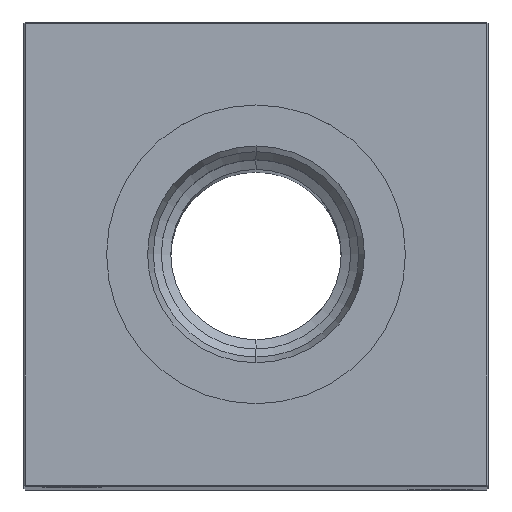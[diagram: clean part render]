
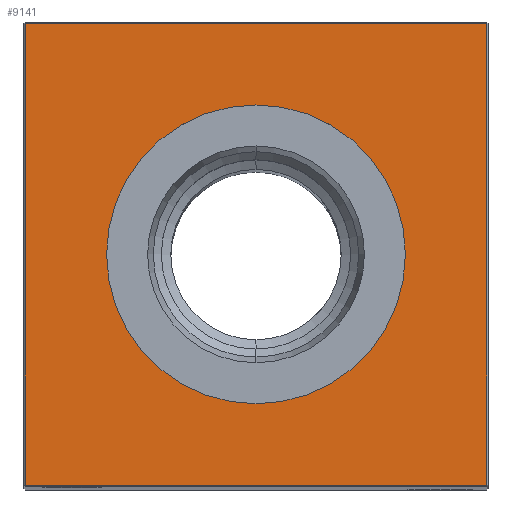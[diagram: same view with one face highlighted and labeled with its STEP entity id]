
A CAD part, top view. The second image highlights one B-rep face of the part: STEP entity #9141.
In plain terms, the highlighted planar face has unit normal (0, 0, 1).
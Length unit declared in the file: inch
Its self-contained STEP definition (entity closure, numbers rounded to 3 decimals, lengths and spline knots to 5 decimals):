
#504 = VERTEX_POINT ( 'NONE', #17747 ) ;
#867 = VECTOR ( 'NONE', #3689, 39.37008 ) ;
#1035 = DIRECTION ( 'NONE',  ( 0., 0., -1. ) ) ;
#1135 = EDGE_CURVE ( 'NONE', #16369, #19536, #9522, .T. ) ;
#1617 = CARTESIAN_POINT ( 'NONE',  ( 0., 1.49, 12.25 ) ) ;
#1842 = EDGE_CURVE ( 'NONE', #17528, #504, #9173, .T. ) ;
#3689 = DIRECTION ( 'NONE',  ( -1., 0., 0. ) ) ;
#4945 = CARTESIAN_POINT ( 'NONE',  ( 0., 0., 12.25 ) ) ;
#5153 = ORIENTED_EDGE ( 'NONE', *, *, #1842, .T. ) ;
#5863 = AXIS2_PLACEMENT_3D ( 'NONE', #8080, #11981, #19902 ) ;
#5990 = AXIS2_PLACEMENT_3D ( 'NONE', #15361, #23038, #10593 ) ;
#6358 = ORIENTED_EDGE ( 'NONE', *, *, #23807, .T. ) ;
#7085 = CARTESIAN_POINT ( 'NONE',  ( 0., 0.96457, 12.25 ) ) ;
#7177 = FACE_OUTER_BOUND ( 'NONE', #21854, .T. ) ;
#7883 = CARTESIAN_POINT ( 'NONE',  ( 0., -1.49, 12.25 ) ) ;
#7972 = ORIENTED_EDGE ( 'NONE', *, *, #23324, .T. ) ;
#8080 = CARTESIAN_POINT ( 'NONE',  ( 0., 0., 12.25 ) ) ;
#8642 = PLANE ( 'NONE',  #5990 ) ;
#9141 = ADVANCED_FACE ( 'NONE', ( #7177, #13415 ), #8642, .F. ) ;
#9173 = LINE ( 'NONE', #25054, #12768 ) ;
#9522 = LINE ( 'NONE', #17444, #19849 ) ;
#9898 = EDGE_CURVE ( 'NONE', #504, #16369, #11661, .T. ) ;
#10546 = ORIENTED_EDGE ( 'NONE', *, *, #9898, .T. ) ;
#10593 = DIRECTION ( 'NONE',  ( -1., 0., 0. ) ) ;
#10976 = VERTEX_POINT ( 'NONE', #7085 ) ;
#11661 = LINE ( 'NONE', #7883, #12967 ) ;
#11981 = DIRECTION ( 'NONE',  ( 0., 0., -1. ) ) ;
#12768 = VECTOR ( 'NONE', #21119, 39.37008 ) ;
#12967 = VECTOR ( 'NONE', #21648, 39.37008 ) ;
#13415 = FACE_BOUND ( 'NONE', #24889, .T. ) ;
#13754 = CIRCLE ( 'NONE', #5863, 0.96457 ) ;
#14825 = DIRECTION ( 'NONE',  ( -1., 0., 0. ) ) ;
#15361 = CARTESIAN_POINT ( 'NONE',  ( 0., 0., 12.25 ) ) ;
#16369 = VERTEX_POINT ( 'NONE', #19691 ) ;
#16796 = ORIENTED_EDGE ( 'NONE', *, *, #17409, .T. ) ;
#17409 = EDGE_CURVE ( 'NONE', #10976, #20734, #25507, .T. ) ;
#17444 = CARTESIAN_POINT ( 'NONE',  ( 1.49, 0., 12.25 ) ) ;
#17528 = VERTEX_POINT ( 'NONE', #19108 ) ;
#17747 = CARTESIAN_POINT ( 'NONE',  ( -1.49, -1.49, 12.25 ) ) ;
#19108 = CARTESIAN_POINT ( 'NONE',  ( -1.49, 1.49, 12.25 ) ) ;
#19536 = VERTEX_POINT ( 'NONE', #20242 ) ;
#19691 = CARTESIAN_POINT ( 'NONE',  ( 1.49, -1.49, 12.25 ) ) ;
#19849 = VECTOR ( 'NONE', #21830, 39.37008 ) ;
#19902 = DIRECTION ( 'NONE',  ( -1., 0., 0. ) ) ;
#20242 = CARTESIAN_POINT ( 'NONE',  ( 1.49, 1.49, 12.25 ) ) ;
#20734 = VERTEX_POINT ( 'NONE', #21509 ) ;
#21119 = DIRECTION ( 'NONE',  ( 0., -1., 0. ) ) ;
#21506 = LINE ( 'NONE', #1617, #867 ) ;
#21509 = CARTESIAN_POINT ( 'NONE',  ( 0., -0.96457, 12.25 ) ) ;
#21648 = DIRECTION ( 'NONE',  ( 1., 0., 0. ) ) ;
#21830 = DIRECTION ( 'NONE',  ( 0., 1., 0. ) ) ;
#21854 = EDGE_LOOP ( 'NONE', ( #5153, #10546, #25040, #7972 ) ) ;
#23038 = DIRECTION ( 'NONE',  ( 0., 0., -1. ) ) ;
#23324 = EDGE_CURVE ( 'NONE', #19536, #17528, #21506, .T. ) ;
#23807 = EDGE_CURVE ( 'NONE', #20734, #10976, #13754, .T. ) ;
#24208 = AXIS2_PLACEMENT_3D ( 'NONE', #4945, #1035, #14825 ) ;
#24889 = EDGE_LOOP ( 'NONE', ( #16796, #6358 ) ) ;
#25040 = ORIENTED_EDGE ( 'NONE', *, *, #1135, .T. ) ;
#25054 = CARTESIAN_POINT ( 'NONE',  ( -1.49, 0., 12.25 ) ) ;
#25507 = CIRCLE ( 'NONE', #24208, 0.96457 ) ;
